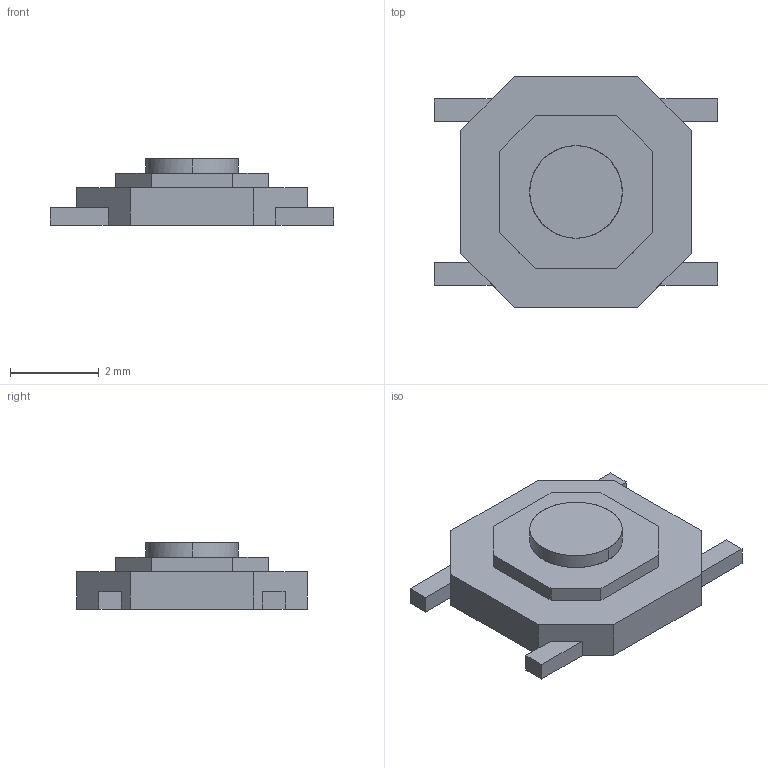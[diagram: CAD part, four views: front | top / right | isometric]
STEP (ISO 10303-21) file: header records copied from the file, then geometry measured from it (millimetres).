
FILE_DESCRIPTION(('FreeCAD Model'),'2;1');
FILE_NAME( 'Product.step', '2021-04-17T03:24:32',('kicad StepUp'),('ksu MCAD'), 'Open CASCADE STEP processor 7.3','FreeCAD','Unknown');
FILE_SCHEMA(('AUTOMOTIVE_DESIGN { 1 0 10303 214 1 1 1 1 }'));
Length unit declared in the file: millimetre
Products named in the file (1): Product
Bounding box: 6.4 x 5.2 x 1.5 mm (x, y, z)
Surface area: 76.8 mm2 (no closed solid volume)
Topology: 0 solids, 40 shells, 40 faces, 432 edges, 1080 vertices
Faces by surface type: bspline 40
Entity records: 6187 total; most frequent: CARTESIAN_POINT 2145, B_SPLINE_CURVE_WITH_KNOTS 400, STYLED_ITEM 256, PRESENTATION_STYLE_ASSIGNMENT 256, SURFACE_STYLE_USAGE 256, SURFACE_SIDE_STYLE 256, SURFACE_STYLE_FILL_AREA 256, FILL_AREA_STYLE 256
